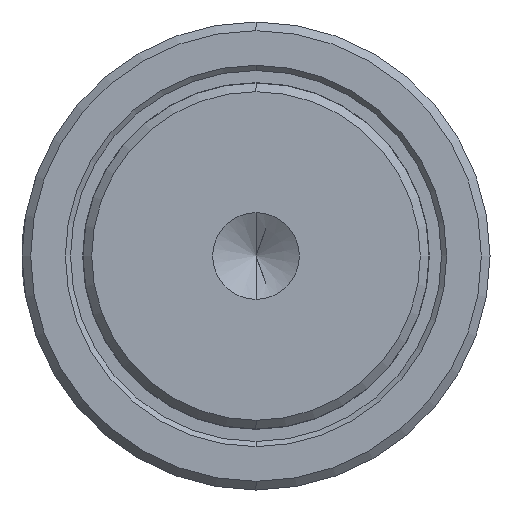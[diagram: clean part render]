
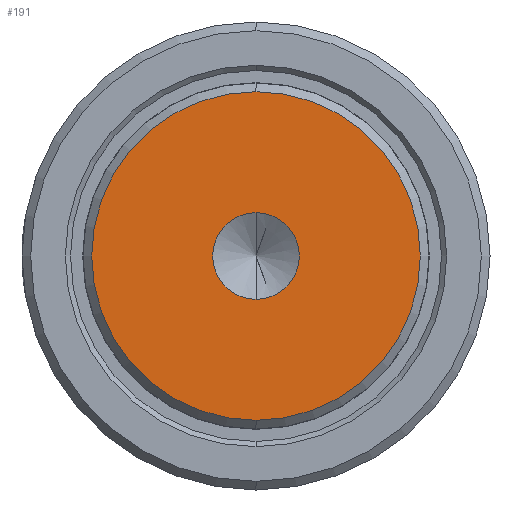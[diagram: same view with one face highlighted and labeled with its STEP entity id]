
A CAD part, left-side view. The second image highlights one B-rep face of the part: STEP entity #191.
In plain terms, the highlighted planar face has unit normal (-1, 0, 0).
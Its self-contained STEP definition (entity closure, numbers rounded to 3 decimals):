
#29 = CIRCLE ( 'NONE', #775, 2.5 ) ;
#85 = DIRECTION ( 'NONE',  ( 0., 0., 1. ) ) ;
#119 = FACE_BOUND ( 'NONE', #524, .T. ) ;
#134 = ORIENTED_EDGE ( 'NONE', *, *, #918, .T. ) ;
#143 = CIRCLE ( 'NONE', #165, 2.5 ) ;
#165 = AXIS2_PLACEMENT_3D ( 'NONE', #1136, #277, #1272 ) ;
#169 = DIRECTION ( 'NONE',  ( 0., 0., 1. ) ) ;
#191 = ADVANCED_FACE ( 'NONE', ( #574, #119 ), #443, .T. ) ;
#211 = EDGE_LOOP ( 'NONE', ( #134, #877 ) ) ;
#264 = DIRECTION ( 'NONE',  ( -1., 0., 0. ) ) ;
#274 = VERTEX_POINT ( 'NONE', #1538 ) ;
#277 = DIRECTION ( 'NONE',  ( -1., 0., 0. ) ) ;
#301 = EDGE_CURVE ( 'NONE', #1498, #1372, #29, .T. ) ;
#330 = CIRCLE ( 'NONE', #1171, 9.48 ) ;
#443 = PLANE ( 'NONE',  #485 ) ;
#485 = AXIS2_PLACEMENT_3D ( 'NONE', #770, #1035, #169 ) ;
#524 = EDGE_LOOP ( 'NONE', ( #1022, #1055 ) ) ;
#533 = CARTESIAN_POINT ( 'NONE',  ( 0., 0., 9.48 ) ) ;
#574 = FACE_OUTER_BOUND ( 'NONE', #211, .T. ) ;
#718 = EDGE_CURVE ( 'NONE', #745, #274, #330, .T. ) ;
#745 = VERTEX_POINT ( 'NONE', #533 ) ;
#765 = AXIS2_PLACEMENT_3D ( 'NONE', #1128, #264, #1262 ) ;
#770 = CARTESIAN_POINT ( 'NONE',  ( 0., 0., 0. ) ) ;
#775 = AXIS2_PLACEMENT_3D ( 'NONE', #1522, #1513, #1275 ) ;
#822 = EDGE_CURVE ( 'NONE', #1372, #1498, #143, .T. ) ;
#844 = CARTESIAN_POINT ( 'NONE',  ( 0., 0., -2.5 ) ) ;
#877 = ORIENTED_EDGE ( 'NONE', *, *, #718, .T. ) ;
#918 = EDGE_CURVE ( 'NONE', #274, #745, #1475, .T. ) ;
#967 = DIRECTION ( 'NONE',  ( -1., 0., 0. ) ) ;
#1022 = ORIENTED_EDGE ( 'NONE', *, *, #822, .F. ) ;
#1035 = DIRECTION ( 'NONE',  ( -1., 0., 0. ) ) ;
#1055 = ORIENTED_EDGE ( 'NONE', *, *, #301, .F. ) ;
#1128 = CARTESIAN_POINT ( 'NONE',  ( 0., 0., 0. ) ) ;
#1136 = CARTESIAN_POINT ( 'NONE',  ( 0., 0., 0. ) ) ;
#1171 = AXIS2_PLACEMENT_3D ( 'NONE', #1810, #967, #85 ) ;
#1262 = DIRECTION ( 'NONE',  ( 0., 0., 1. ) ) ;
#1272 = DIRECTION ( 'NONE',  ( 0., 0., 1. ) ) ;
#1275 = DIRECTION ( 'NONE',  ( 0., 0., 1. ) ) ;
#1358 = CARTESIAN_POINT ( 'NONE',  ( 0., 0., 2.5 ) ) ;
#1372 = VERTEX_POINT ( 'NONE', #1358 ) ;
#1475 = CIRCLE ( 'NONE', #765, 9.48 ) ;
#1498 = VERTEX_POINT ( 'NONE', #844 ) ;
#1513 = DIRECTION ( 'NONE',  ( -1., 0., 0. ) ) ;
#1522 = CARTESIAN_POINT ( 'NONE',  ( 0., 0., 0. ) ) ;
#1538 = CARTESIAN_POINT ( 'NONE',  ( 0., 0., -9.48 ) ) ;
#1810 = CARTESIAN_POINT ( 'NONE',  ( 0., 0., 0. ) ) ;
